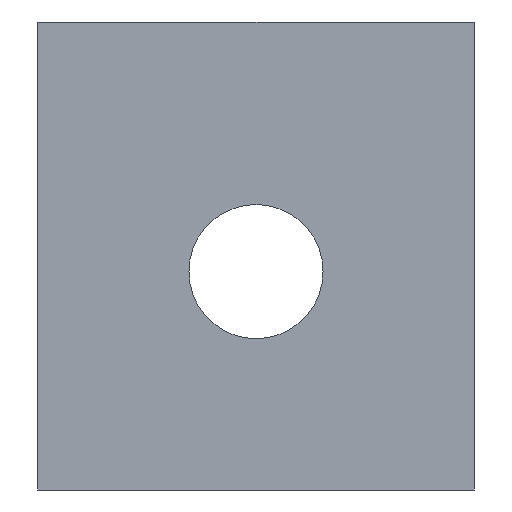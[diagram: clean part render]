
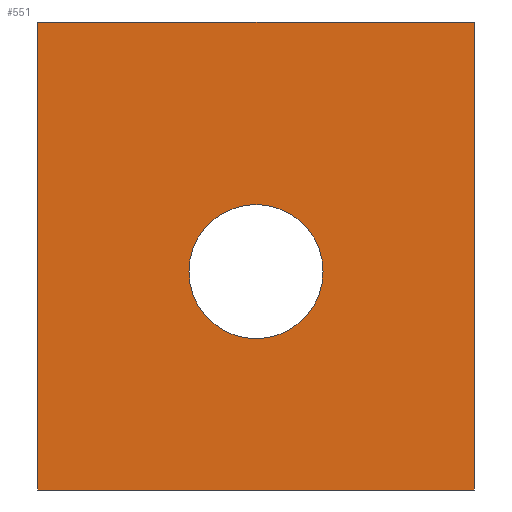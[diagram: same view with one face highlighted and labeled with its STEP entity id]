
A CAD part, left-side view. The second image highlights one B-rep face of the part: STEP entity #551.
In plain terms, the highlighted planar face has unit normal (-1, 0, 0).
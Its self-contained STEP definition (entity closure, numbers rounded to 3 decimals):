
#43 = CARTESIAN_POINT ( 'NONE',  ( 0., 7., 0. ) ) ;
#47 = CARTESIAN_POINT ( 'NONE',  ( 0., 0., -8. ) ) ;
#57 = VECTOR ( 'NONE', #89, 1000. ) ;
#58 = AXIS2_PLACEMENT_3D ( 'NONE', #47, #143, #197 ) ;
#79 = CARTESIAN_POINT ( 'NONE',  ( 0., 7., -15. ) ) ;
#89 = DIRECTION ( 'NONE',  ( 0., 0., 1. ) ) ;
#97 = CARTESIAN_POINT ( 'NONE',  ( 0., 0., -10.15 ) ) ;
#99 = LINE ( 'NONE', #573, #524 ) ;
#120 = LINE ( 'NONE', #202, #57 ) ;
#123 = EDGE_LOOP ( 'NONE', ( #298, #306, #351, #468 ) ) ;
#131 = DIRECTION ( 'NONE',  ( 0., -1., 0. ) ) ;
#138 = VERTEX_POINT ( 'NONE', #229 ) ;
#143 = DIRECTION ( 'NONE',  ( -1., 0., 0. ) ) ;
#146 = DIRECTION ( 'NONE',  ( 0., -1., 0. ) ) ;
#170 = VECTOR ( 'NONE', #131, 1000. ) ;
#179 = EDGE_CURVE ( 'NONE', #601, #138, #462, .T. ) ;
#197 = DIRECTION ( 'NONE',  ( 0., 0., 1. ) ) ;
#202 = CARTESIAN_POINT ( 'NONE',  ( 0., -7., 0. ) ) ;
#219 = CARTESIAN_POINT ( 'NONE',  ( 0., 0., -8. ) ) ;
#225 = VERTEX_POINT ( 'NONE', #353 ) ;
#228 = DIRECTION ( 'NONE',  ( 0., 0., 1. ) ) ;
#229 = CARTESIAN_POINT ( 'NONE',  ( 0., -7., -15. ) ) ;
#262 = VERTEX_POINT ( 'NONE', #304 ) ;
#264 = FACE_BOUND ( 'NONE', #493, .T. ) ;
#271 = ORIENTED_EDGE ( 'NONE', *, *, #671, .F. ) ;
#272 = PLANE ( 'NONE',  #613 ) ;
#298 = ORIENTED_EDGE ( 'NONE', *, *, #352, .T. ) ;
#304 = CARTESIAN_POINT ( 'NONE',  ( 0., 7., 0. ) ) ;
#306 = ORIENTED_EDGE ( 'NONE', *, *, #417, .F. ) ;
#320 = CIRCLE ( 'NONE', #647, 2.15 ) ;
#323 = ORIENTED_EDGE ( 'NONE', *, *, #342, .F. ) ;
#342 = EDGE_CURVE ( 'NONE', #656, #546, #474, .T. ) ;
#351 = ORIENTED_EDGE ( 'NONE', *, *, #413, .F. ) ;
#352 = EDGE_CURVE ( 'NONE', #138, #225, #120, .T. ) ;
#353 = CARTESIAN_POINT ( 'NONE',  ( 0., -7., 0. ) ) ;
#378 = DIRECTION ( 'NONE',  ( 0., 0., -1. ) ) ;
#413 = EDGE_CURVE ( 'NONE', #601, #262, #623, .T. ) ;
#417 = EDGE_CURVE ( 'NONE', #262, #225, #99, .T. ) ;
#425 = CARTESIAN_POINT ( 'NONE',  ( 0., 7., -15. ) ) ;
#462 = LINE ( 'NONE', #79, #170 ) ;
#468 = ORIENTED_EDGE ( 'NONE', *, *, #179, .T. ) ;
#474 = CIRCLE ( 'NONE', #58, 2.15 ) ;
#475 = FACE_OUTER_BOUND ( 'NONE', #123, .T. ) ;
#493 = EDGE_LOOP ( 'NONE', ( #271, #323 ) ) ;
#516 = VECTOR ( 'NONE', #523, 1000. ) ;
#523 = DIRECTION ( 'NONE',  ( 0., 0., 1. ) ) ;
#524 = VECTOR ( 'NONE', #146, 1000. ) ;
#531 = CARTESIAN_POINT ( 'NONE',  ( 0., 7., 0. ) ) ;
#546 = VERTEX_POINT ( 'NONE', #97 ) ;
#551 = ADVANCED_FACE ( 'NONE', ( #475, #264 ), #272, .F. ) ;
#552 = DIRECTION ( 'NONE',  ( -1., 0., 0. ) ) ;
#573 = CARTESIAN_POINT ( 'NONE',  ( 0., 7., 0. ) ) ;
#596 = CARTESIAN_POINT ( 'NONE',  ( 0., 0., -5.85 ) ) ;
#601 = VERTEX_POINT ( 'NONE', #425 ) ;
#613 = AXIS2_PLACEMENT_3D ( 'NONE', #531, #637, #378 ) ;
#623 = LINE ( 'NONE', #43, #516 ) ;
#637 = DIRECTION ( 'NONE',  ( 1., 0., 0. ) ) ;
#647 = AXIS2_PLACEMENT_3D ( 'NONE', #219, #552, #228 ) ;
#656 = VERTEX_POINT ( 'NONE', #596 ) ;
#671 = EDGE_CURVE ( 'NONE', #546, #656, #320, .T. ) ;
